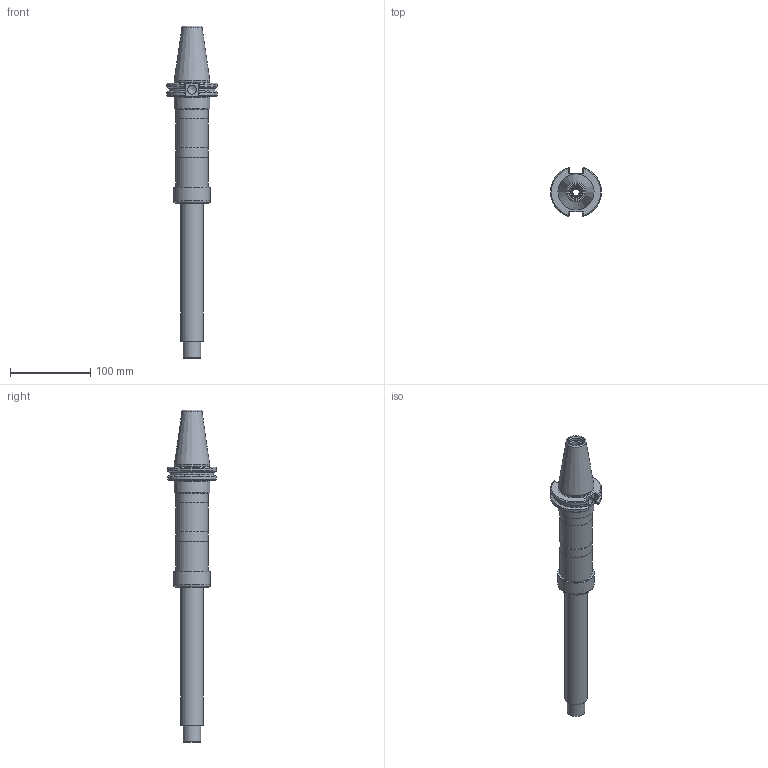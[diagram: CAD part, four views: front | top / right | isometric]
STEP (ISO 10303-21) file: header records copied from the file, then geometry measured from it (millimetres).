
FILE_DESCRIPTION(/* description */ (''),/* implementation_level */ '2;1');
FILE_NAME(/* name */ '884313181.stp',/* time_stamp */ '2021-07-27T14:37:24',/* author */ ('LRA'),/* organization */ ('REGO-FIX'),/* preprocessor_version */ ' Unknown',/* originating_system */ 'SIEMENS PLM Software Solid Edge ST10',/* authorization */ 'Unknown');
FILE_SCHEMA (('AUTOMOTIVE_DESIGN { 1 0 10303 214 2 1 1}'));
Length unit declared in the file: millimetre
Products named in the file (1): NOCUT
Bounding box: 63.28 x 60.79 x 413.35 mm (x, y, z)
Volume: 357770.7 mm3; surface area: 72326.3 mm2
Topology: 1 solids, 3 shells, 146 faces, 350 edges, 219 vertices
Faces by surface type: plane 42, cone 41, cylinder 34, torus 21, bspline 8
Full cylindrical faces by diameter (mm): 8.35 x1, 8.376 x1, 10 x1, 10.5 x1, 10.7 x1, 13.53 x1, 16.5 x1, 22 x1, 23.8 x1, 24.7 x1, 25 x1, 28 x1, 29 x1, 33 x1, 34 x1, 38.376 x1, 40 x2, 40.05 x1, 40.5 x2, 43.3 x1, 44.45 x1, 45.65 x1
Entity records: 4889 total; most frequent: CARTESIAN_POINT 840, DIRECTION 635, ORIENTED_EDGE 518, AXIS2_PLACEMENT_3D 283, EDGE_CURVE 259, FACE_BOUND 236, EDGE_LOOP 235, VERTEX_POINT 203
